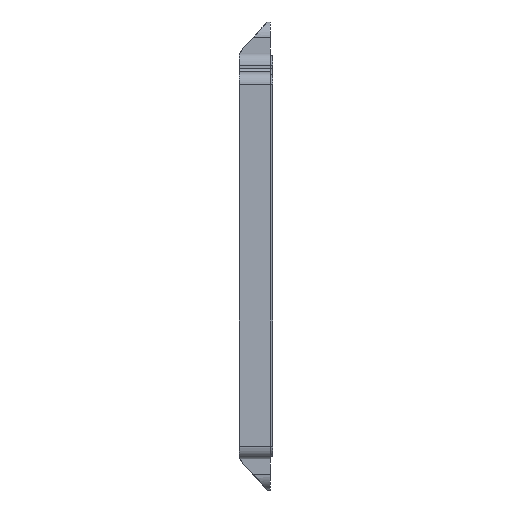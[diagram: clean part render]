
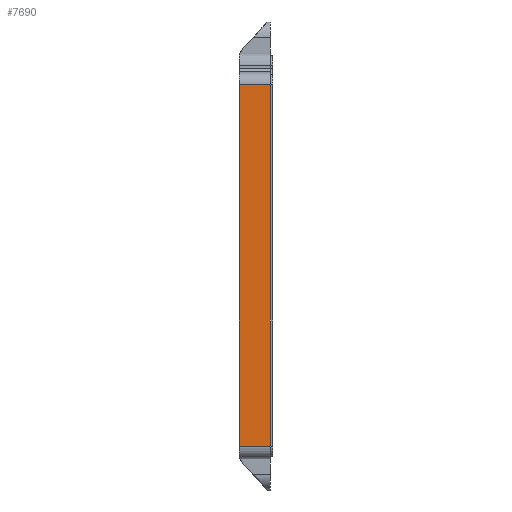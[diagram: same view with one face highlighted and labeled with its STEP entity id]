
A CAD part, left-side view. The second image highlights one B-rep face of the part: STEP entity #7690.
In plain terms, the highlighted planar face has unit normal (-1, 0, 0).
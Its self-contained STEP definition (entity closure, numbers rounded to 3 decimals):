
#195 = LINE ( 'NONE', #5060, #7029 ) ;
#495 = DIRECTION ( 'NONE',  ( 0., 0., -1. ) ) ;
#879 = ORIENTED_EDGE ( 'NONE', *, *, #1623, .F. ) ;
#1001 = EDGE_CURVE ( 'NONE', #6602, #1074, #2145, .T. ) ;
#1060 = DIRECTION ( 'NONE',  ( 0., 0., 1. ) ) ;
#1074 = VERTEX_POINT ( 'NONE', #5297 ) ;
#1123 = LINE ( 'NONE', #3042, #1155 ) ;
#1155 = VECTOR ( 'NONE', #495, 1000. ) ;
#1604 = VECTOR ( 'NONE', #1060, 1000. ) ;
#1623 = EDGE_CURVE ( 'NONE', #6946, #5093, #1123, .T. ) ;
#1850 = EDGE_LOOP ( 'NONE', ( #6612, #879, #6214, #7352 ) ) ;
#2145 = LINE ( 'NONE', #3976, #1604 ) ;
#2372 = CARTESIAN_POINT ( 'NONE',  ( -62., 0., 55. ) ) ;
#3042 = CARTESIAN_POINT ( 'NONE',  ( -62., 0., 55. ) ) ;
#3691 = DIRECTION ( 'NONE',  ( 0., -1., 0. ) ) ;
#3976 = CARTESIAN_POINT ( 'NONE',  ( -62., 10., -61. ) ) ;
#4144 = CARTESIAN_POINT ( 'NONE',  ( -62., 10., -61. ) ) ;
#4256 = FACE_OUTER_BOUND ( 'NONE', #1850, .T. ) ;
#4763 = AXIS2_PLACEMENT_3D ( 'NONE', #4144, #5374, #6560 ) ;
#5001 = CARTESIAN_POINT ( 'NONE',  ( -62., 10., -61. ) ) ;
#5060 = CARTESIAN_POINT ( 'NONE',  ( -62., 10., -61. ) ) ;
#5093 = VERTEX_POINT ( 'NONE', #5697 ) ;
#5297 = CARTESIAN_POINT ( 'NONE',  ( -62., 10., 55. ) ) ;
#5374 = DIRECTION ( 'NONE',  ( 1., 0., 0. ) ) ;
#5636 = CARTESIAN_POINT ( 'NONE',  ( -62., 10., 55. ) ) ;
#5697 = CARTESIAN_POINT ( 'NONE',  ( -62., 0., -61. ) ) ;
#6194 = LINE ( 'NONE', #5636, #7159 ) ;
#6214 = ORIENTED_EDGE ( 'NONE', *, *, #7051, .F. ) ;
#6345 = EDGE_CURVE ( 'NONE', #6602, #5093, #195, .T. ) ;
#6560 = DIRECTION ( 'NONE',  ( 0., 0., -1. ) ) ;
#6602 = VERTEX_POINT ( 'NONE', #5001 ) ;
#6612 = ORIENTED_EDGE ( 'NONE', *, *, #6345, .T. ) ;
#6883 = DIRECTION ( 'NONE',  ( 0., -1., 0. ) ) ;
#6946 = VERTEX_POINT ( 'NONE', #2372 ) ;
#7029 = VECTOR ( 'NONE', #6883, 1000. ) ;
#7051 = EDGE_CURVE ( 'NONE', #1074, #6946, #6194, .T. ) ;
#7159 = VECTOR ( 'NONE', #3691, 1000. ) ;
#7352 = ORIENTED_EDGE ( 'NONE', *, *, #1001, .F. ) ;
#7690 = ADVANCED_FACE ( 'NONE', ( #4256 ), #7826, .F. ) ;
#7826 = PLANE ( 'NONE',  #4763 ) ;
